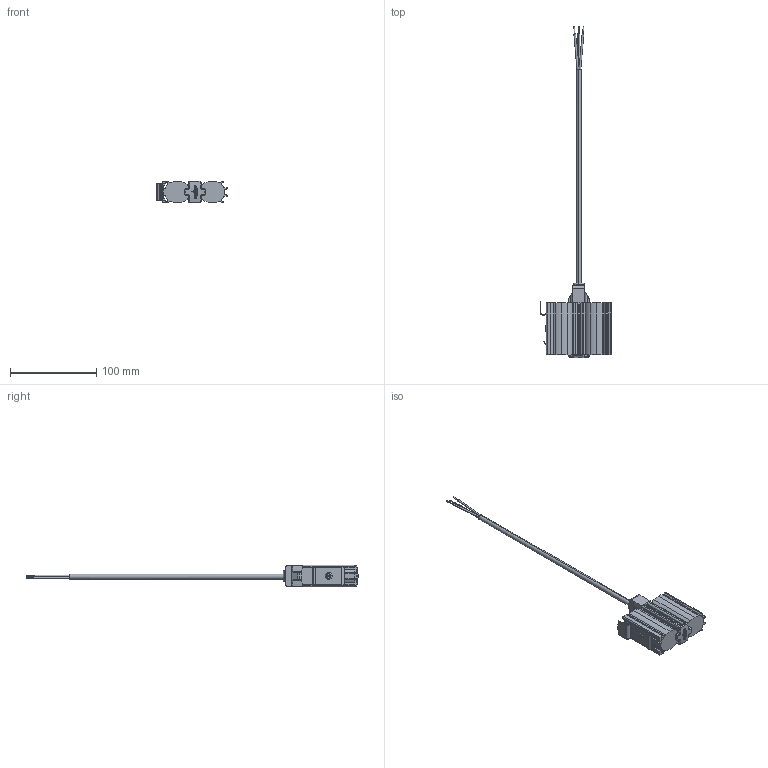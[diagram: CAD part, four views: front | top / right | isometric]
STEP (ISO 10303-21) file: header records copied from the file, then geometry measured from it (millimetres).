
FILE_DESCRIPTION (( 'STEP AP214' ), '1' );
FILE_NAME ('2022_11_LPS164_3D_001_16400.0-00.STEP', '2022-11-02T06:30:13', ( '' ), ( '' ), 'SwSTEP 2.0', 'SolidWorks 2022', '' );
FILE_SCHEMA (( 'AUTOMOTIVE_DESIGN' ));
Length unit declared in the file: millimetre
Products named in the file (1): 2022_11_LPS164_3D_001_16400.0-00
Bounding box: 82.2 x 385.5 x 25.1 mm (x, y, z)
Volume: 108109 mm3; surface area: 31373.3 mm2
Topology: 1 solids, 1 shells, 485 faces, 1341 edges, 867 vertices
Faces by surface type: plane 257, cylinder 156, bspline 58, cone 10, torus 4
Entity records: 17366 total; most frequent: CARTESIAN_POINT 5011, ORIENTED_EDGE 2682, DIRECTION 2370, EDGE_CURVE 1341, VERTEX_POINT 867, AXIS2_PLACEMENT_3D 802, VECTOR 766, LINE 766
